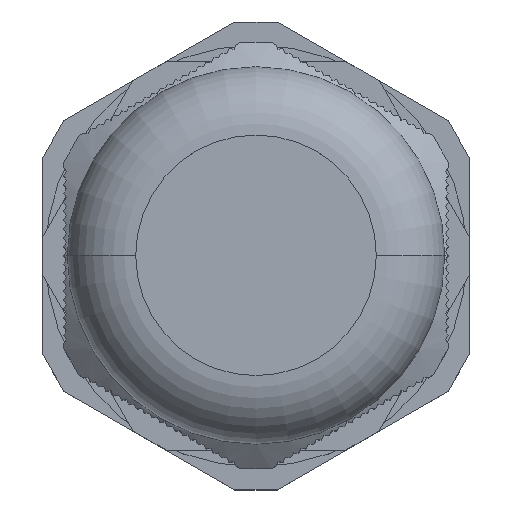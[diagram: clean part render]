
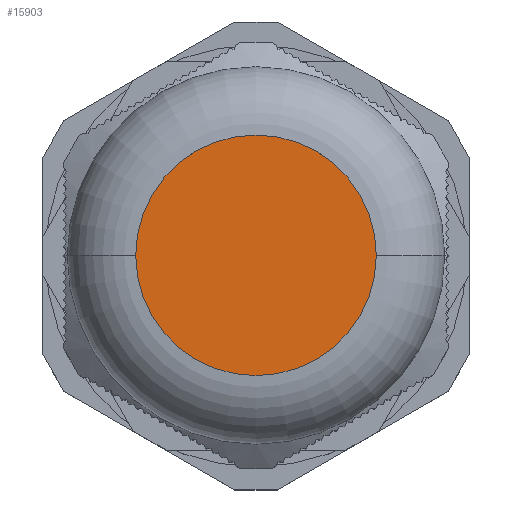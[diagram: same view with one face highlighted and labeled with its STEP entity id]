
A CAD part, top view. The second image highlights one B-rep face of the part: STEP entity #15903.
In plain terms, the highlighted planar face has unit normal (0, 0, 1).
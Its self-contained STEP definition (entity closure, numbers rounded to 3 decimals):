
#272 = CARTESIAN_POINT ( 'NONE',  ( 0., 0., 42.6 ) ) ;
#279 = DIRECTION ( 'NONE',  ( 0., 0., 1. ) ) ;
#280 = DIRECTION ( 'NONE',  ( 1., 0., 0. ) ) ;
#5862 = VERTEX_POINT ( 'NONE', #20448 ) ;
#5863 = VERTEX_POINT ( 'NONE', #20449 ) ;
#9812 = CARTESIAN_POINT ( 'NONE',  ( 0., 0., 42.6 ) ) ;
#9816 = PLANE ( 'NONE',  #29275 ) ;
#9819 = DIRECTION ( 'NONE',  ( 0., 0., 1. ) ) ;
#9820 = DIRECTION ( 'NONE',  ( 1., 0., 0. ) ) ;
#10098 = FACE_OUTER_BOUND ( 'NONE', #16300, .T. ) ;
#10244 = CIRCLE ( 'NONE', #11439, 15.39 ) ;
#11439 = AXIS2_PLACEMENT_3D ( 'NONE', #12278, #12279, #12280 ) ;
#12278 = CARTESIAN_POINT ( 'NONE',  ( 0., 0., 42.6 ) ) ;
#12279 = DIRECTION ( 'NONE',  ( 0., 0., 1. ) ) ;
#12280 = DIRECTION ( 'NONE',  ( 1., 0., 0. ) ) ;
#14822 = EDGE_CURVE ( 'NONE', #5862, #5863, #28308, .T. ) ;
#15903 = ADVANCED_FACE ( 'NONE', ( #10098 ), #9816, .T. ) ;
#16300 = EDGE_LOOP ( 'NONE', ( #17283, #17284 ) ) ;
#17283 = ORIENTED_EDGE ( 'NONE', *, *, #18341, .T. ) ;
#17284 = ORIENTED_EDGE ( 'NONE', *, *, #14822, .T. ) ;
#18341 = EDGE_CURVE ( 'NONE', #5863, #5862, #10244, .T. ) ;
#20448 = CARTESIAN_POINT ( 'NONE',  ( 15.39, 0., 42.6 ) ) ;
#20449 = CARTESIAN_POINT ( 'NONE',  ( -15.39, 0., 42.6 ) ) ;
#28308 = CIRCLE ( 'NONE', #28893, 15.39 ) ;
#28893 = AXIS2_PLACEMENT_3D ( 'NONE', #272, #279, #280 ) ;
#29275 = AXIS2_PLACEMENT_3D ( 'NONE', #9812, #9819, #9820 ) ;
